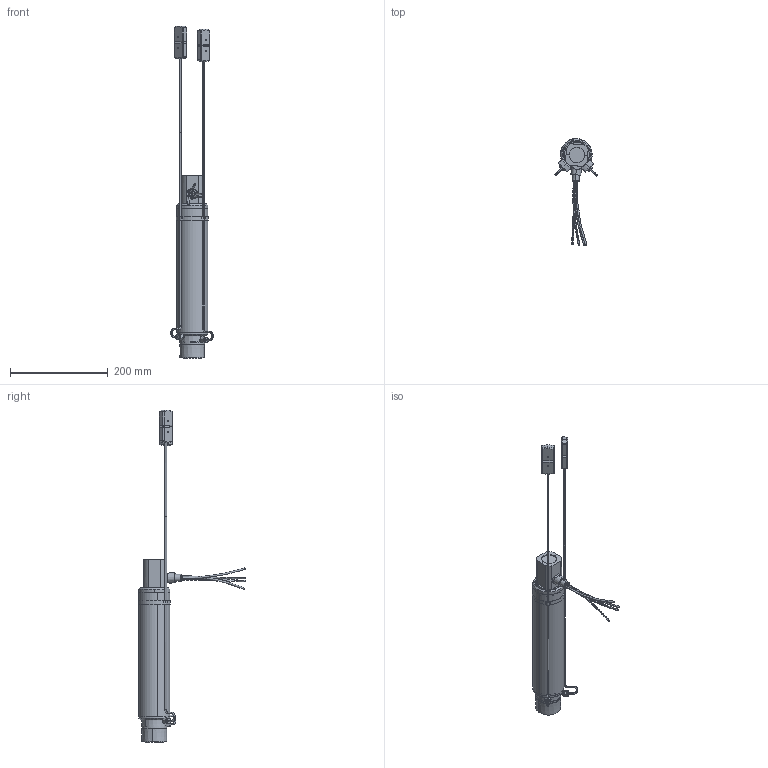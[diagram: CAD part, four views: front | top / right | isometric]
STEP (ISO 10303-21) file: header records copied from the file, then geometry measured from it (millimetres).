
FILE_DESCRIPTION (( 'STEP AP203' ), '1' );
FILE_NAME ('CT200-2CER-1F-1 1-4F-TF2 AUG2017 203.STEP', '2017-08-31T18:41:49', ( '' ), ( '' ), 'SwSTEP 2.0', 'SolidWorks 2017', '' );
FILE_SCHEMA (( 'CONFIG_CONTROL_DESIGN' ));
Length unit declared in the file: inch
Products named in the file (1): CT200-2CER-1F-1 1-4F-TF2 AUG2017 203
Bounding box: 86.22 x 218.57 x 678.38 mm (x, y, z)
Volume: 295900.7 mm3; surface area: 203397 mm2
Topology: 27 solids, 27 shells, 543 faces, 1273 edges, 771 vertices
Faces by surface type: cylinder 252, plane 143, bspline 74, cone 66, torus 8
Entity records: 17486 total; most frequent: CARTESIAN_POINT 4939, DIRECTION 2821, ORIENTED_EDGE 2482, EDGE_CURVE 1241, AXIS2_PLACEMENT_3D 1183, VERTEX_POINT 771, CIRCLE 713, EDGE_LOOP 610
